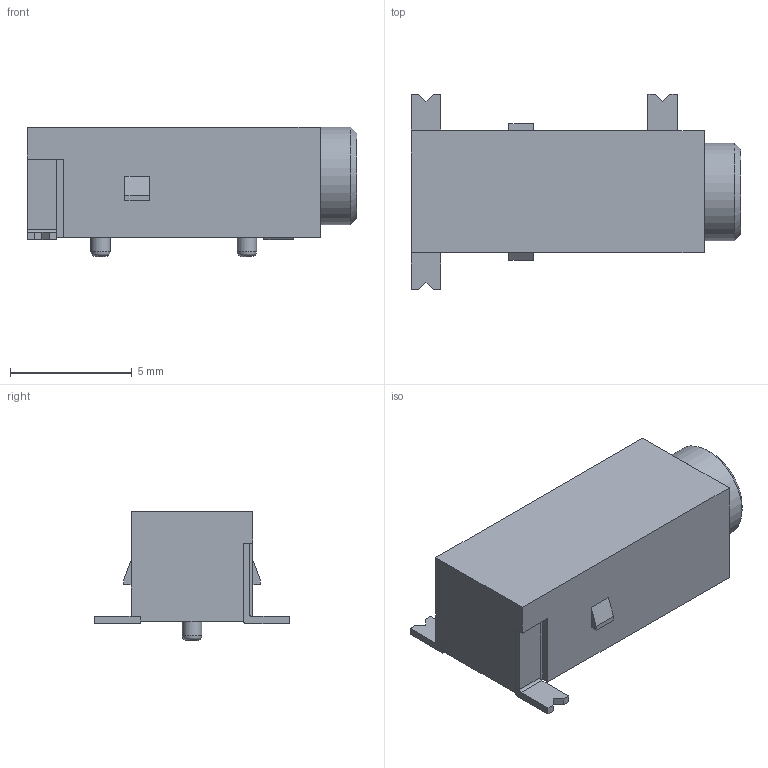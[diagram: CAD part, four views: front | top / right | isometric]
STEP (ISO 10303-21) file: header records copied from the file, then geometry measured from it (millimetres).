
FILE_DESCRIPTION(/* description */ (''),/* implementation_level */ '2;1');
FILE_NAME(/* name */ 'CUI - MJ-2523-SMT-TR.step',/* time_stamp */ '2020-04-02T13:41:54+01:00',/* author */ (''),/* organization */ (''),/* preprocessor_version */ 'ST-DEVELOPER v18',/* originating_system */ 'Autodesk Translation Framework v8.12.0.6',/* authorisation */ '');
FILE_SCHEMA (('AUTOMOTIVE_DESIGN { 1 0 10303 214 3 1 1 }'));
Length unit declared in the file: millimetre
Products named in the file (2): CUI - MJ-2523-SMT-TR; CUI_DEVICES_MJ-2523-SMT-TR v1
Assembly tree (1 placements, depth 2):
  CUI - MJ-2523-SMT-TR
    CUI_DEVICES_MJ-2523-SMT-TR v1
Bounding box: 13.5 x 8 x 5.3 mm (x, y, z)
Volume: 221.7 mm3; surface area: 416.7 mm2
Topology: 1 solids, 1 shells, 64 faces, 175 edges, 118 vertices
Faces by surface type: plane 53, cylinder 8, bspline 2, cone 1
Full cylindrical faces by diameter (mm): 0.8 x2, 2.6 x1, 4 x1
Entity records: 2168 total; most frequent: CARTESIAN_POINT 412, ORIENTED_EDGE 350, DIRECTION 337, EDGE_CURVE 175, LINE 143, VECTOR 143, VERTEX_POINT 118, AXIS2_PLACEMENT_3D 97
